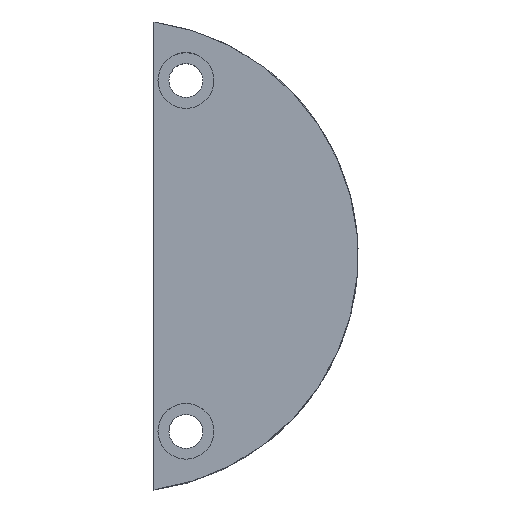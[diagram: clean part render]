
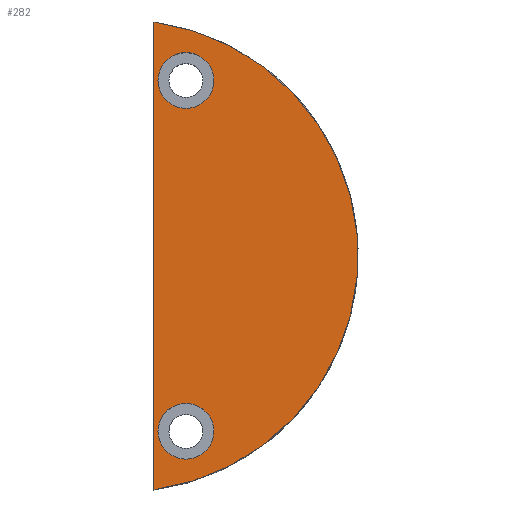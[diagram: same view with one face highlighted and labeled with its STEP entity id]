
A CAD part, top view. The second image highlights one B-rep face of the part: STEP entity #282.
In plain terms, the highlighted planar face has unit normal (0, 0, 1).
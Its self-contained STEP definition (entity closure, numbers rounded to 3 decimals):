
#34=FACE_BOUND('',#61,.T.);
#35=FACE_BOUND('',#62,.T.);
#42=FACE_OUTER_BOUND('',#60,.T.);
#60=EDGE_LOOP('',(#200,#201));
#61=EDGE_LOOP('',(#202));
#62=EDGE_LOOP('',(#203));
#86=LINE('',#440,#103);
#103=VECTOR('',#354,87.988);
#120=CIRCLE('',#315,47.);
#121=CIRCLE('',#316,5.556);
#122=CIRCLE('',#317,5.556);
#136=VERTEX_POINT('',#437);
#137=VERTEX_POINT('',#438);
#138=VERTEX_POINT('',#441);
#139=VERTEX_POINT('',#443);
#162=EDGE_CURVE('',#136,#137,#120,.F.);
#163=EDGE_CURVE('',#136,#137,#86,.T.);
#164=EDGE_CURVE('',#138,#138,#121,.T.);
#165=EDGE_CURVE('',#139,#139,#122,.T.);
#200=ORIENTED_EDGE('',*,*,#162,.T.);
#201=ORIENTED_EDGE('',*,*,#163,.F.);
#202=ORIENTED_EDGE('',*,*,#164,.F.);
#203=ORIENTED_EDGE('',*,*,#165,.F.);
#276=PLANE('',#314);
#282=ADVANCED_FACE('',(#42,#34,#35),#276,.T.);
#314=AXIS2_PLACEMENT_3D('',#436,#350,#351);
#315=AXIS2_PLACEMENT_3D('',#439,#352,#353);
#316=AXIS2_PLACEMENT_3D('',#442,#355,#356);
#317=AXIS2_PLACEMENT_3D('',#444,#357,#358);
#350=DIRECTION('center_axis',(0.,0.,1.));
#351=DIRECTION('ref_axis',(1.,0.,0.));
#352=DIRECTION('center_axis',(0.,0.,-1.));
#353=DIRECTION('ref_axis',(-1.,0.,0.));
#354=DIRECTION('',(0.,1.,0.));
#355=DIRECTION('center_axis',(0.,0.,1.));
#356=DIRECTION('ref_axis',(1.,0.,0.));
#357=DIRECTION('center_axis',(0.,0.,1.));
#358=DIRECTION('ref_axis',(1.,0.,0.));
#436=CARTESIAN_POINT('Origin',(0.,0.,31.75));
#437=CARTESIAN_POINT('',(6.35,-46.569,31.75));
#438=CARTESIAN_POINT('',(6.35,46.569,31.75));
#439=CARTESIAN_POINT('Origin',(0.,0.,31.75));
#440=CARTESIAN_POINT('',(6.35,-43.994,31.75));
#441=CARTESIAN_POINT('',(7.144,-34.925,31.75));
#442=CARTESIAN_POINT('Origin',(12.7,-34.925,31.75));
#443=CARTESIAN_POINT('',(7.144,34.925,31.75));
#444=CARTESIAN_POINT('Origin',(12.7,34.925,31.75));
